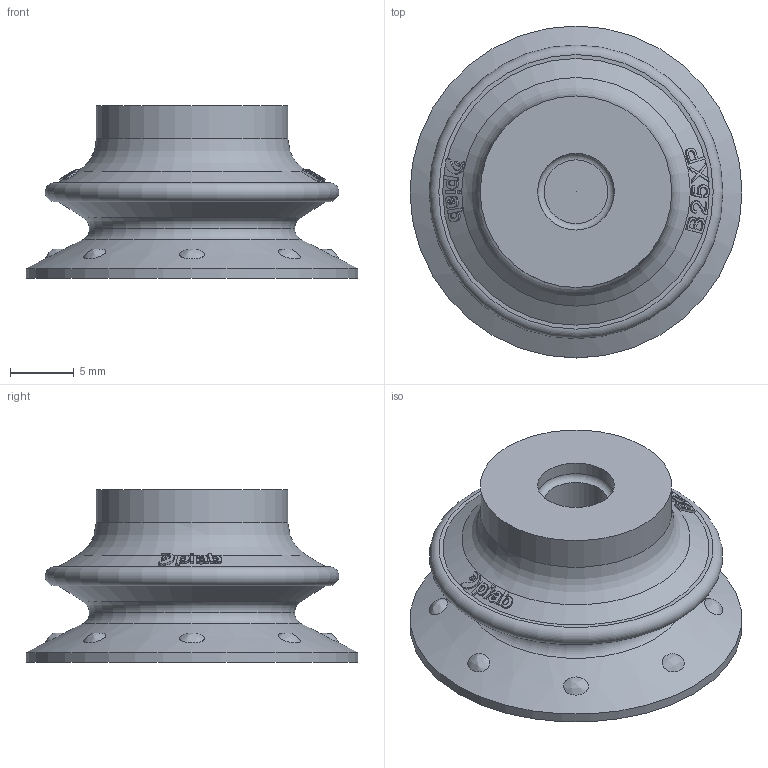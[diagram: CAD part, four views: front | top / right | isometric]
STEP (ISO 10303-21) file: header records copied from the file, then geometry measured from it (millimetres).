
FILE_DESCRIPTION( ( 'Unknown' ), '1' );
FILE_NAME( 'SE-0415863.stp', 'Unknown', ( 'Unknown' ), ( 'Unknown' ), 'PSStep 17.0.49', 'Unknown', ' ' );
FILE_SCHEMA( ( 'AUTOMOTIVE_DESIGN { 1 0 10303 214 1 1 1 1 }' ) );
Length unit declared in the file: millimetre
Products named in the file (3): Assem1; SE-0405945; SE-0415865
Assembly tree (2 placements, depth 2):
  Assem1
    SE-0405945
    SE-0415865
Bounding box: 26 x 26 x 13.52 mm (x, y, z)
Volume: 3797.6 mm3; surface area: 3450.3 mm2
Topology: 2 solids, 2 shells, 233 faces, 597 edges, 395 vertices
Faces by surface type: bspline 164, cone 29, plane 25, cylinder 8, torus 7
Full cylindrical faces by diameter (mm): 5 x1, 6 x1, 7 x1, 8 x1, 11.5 x1, 15 x1, 22.195 x1, 26 x1
Entity records: 9119 total; most frequent: CARTESIAN_POINT 4971, ORIENTED_EDGE 1118, EDGE_CURVE 559, B_SPLINE_CURVE_WITH_KNOTS 479, VERTEX_POINT 389, EDGE_LOOP 291, DIRECTION 272, FACE_OUTER_BOUND 248
